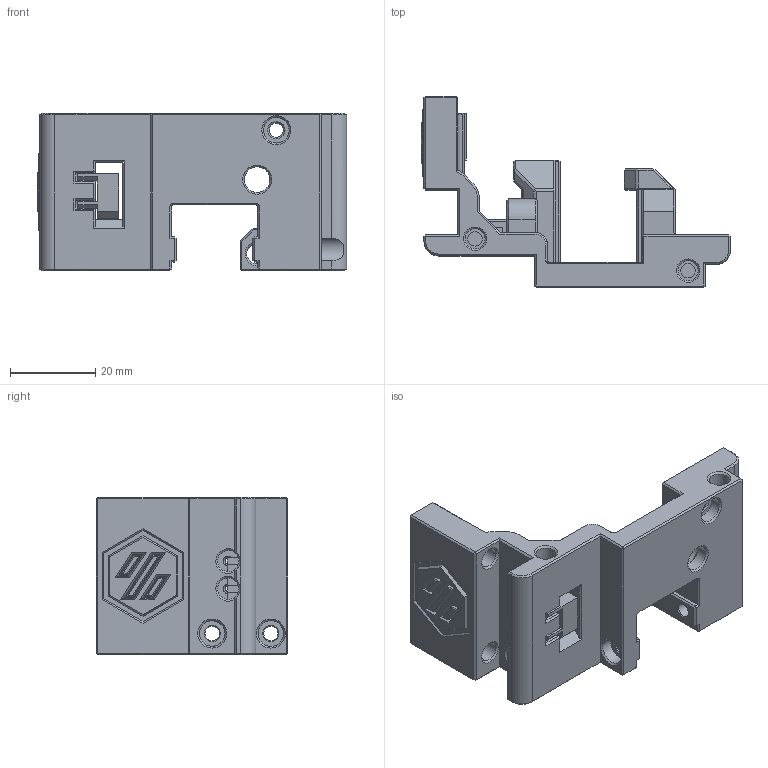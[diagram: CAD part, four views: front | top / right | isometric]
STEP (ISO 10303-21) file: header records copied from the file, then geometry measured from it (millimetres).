
FILE_DESCRIPTION(/* description */ (''),/* implementation_level */ '2;1');
FILE_NAME(/* name */ 'Gear_Box_Front_With_LED.step',/* time_stamp */ '2024-02-12T08:47:58+01:00',/* author */ (''),/* organization */ (''),/* preprocessor_version */ 'ST-DEVELOPER v20',/* originating_system */ 'Autodesk Translation Framework v12.20.1.177',/* authorisation */ '');
FILE_SCHEMA (('AUTOMOTIVE_DESIGN { 1 0 10303 214 3 1 1 }'));
Length unit declared in the file: millimetre
Products named in the file (3): Gear_Box_Front_Body; Diffuser; Barf holder
Assembly tree (2 placements, depth 2):
  Gear_Box_Front_Body
    Diffuser
    Barf holder
Bounding box: 72.6 x 45 x 37 mm (x, y, z)
Volume: 27639 mm3; surface area: 17930.5 mm2
Topology: 5 solids, 6 shells, 798 faces, 1973 edges, 1199 vertices
Faces by surface type: plane 653, cone 76, cylinder 62, bspline 6, torus 1
Full cylindrical faces by diameter (mm): 1.5 x2, 3.1 x2, 3.3 x1, 3.4 x10, 4.7 x7, 5 x2, 6 x6, 8.05 x1
Entity records: 23528 total; most frequent: CARTESIAN_POINT 4551, ORIENTED_EDGE 3944, DIRECTION 3799, EDGE_CURVE 1972, LINE 1603, VECTOR 1603, VERTEX_POINT 1199, AXIS2_PLACEMENT_3D 1098
